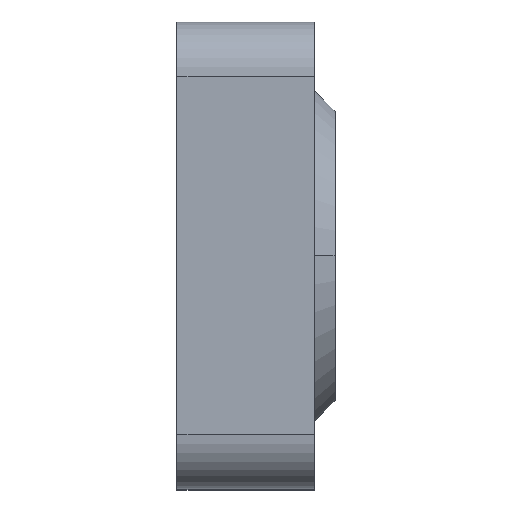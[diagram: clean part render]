
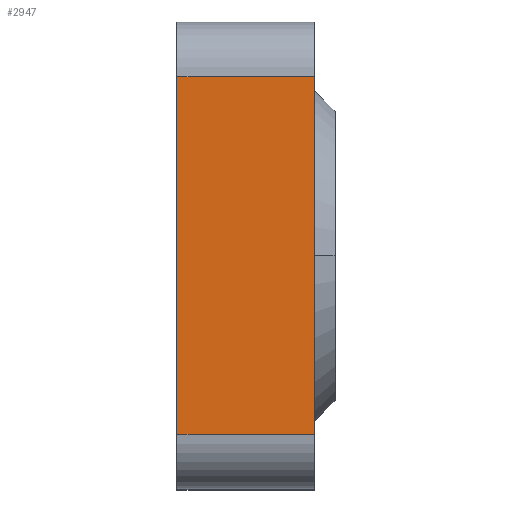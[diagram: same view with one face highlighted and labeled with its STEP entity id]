
A CAD part, top view. The second image highlights one B-rep face of the part: STEP entity #2947.
In plain terms, the highlighted planar face has unit normal (0, 0, 1).
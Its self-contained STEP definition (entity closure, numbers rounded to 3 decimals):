
#101=DIRECTION('',(1.,0.,0.));
#102=VECTOR('',#101,20.);
#103=CARTESIAN_POINT('',(0.,-26.,35.5));
#104=LINE('',#103,#102);
#109=DIRECTION('',(0.,1.,0.));
#110=VECTOR('',#109,52.);
#111=CARTESIAN_POINT('',(0.,-26.,35.5));
#112=LINE('',#111,#110);
#117=DIRECTION('',(-1.,0.,0.));
#118=VECTOR('',#117,20.);
#119=CARTESIAN_POINT('',(20.,26.,35.5));
#120=LINE('',#119,#118);
#148=DIRECTION('',(0.,1.,0.));
#149=VECTOR('',#148,52.);
#150=CARTESIAN_POINT('',(20.,-26.,35.5));
#151=LINE('',#150,#149);
#2175=CARTESIAN_POINT('',(0.,26.,35.5));
#2176=VERTEX_POINT('',#2175);
#2177=CARTESIAN_POINT('',(0.,-26.,35.5));
#2178=VERTEX_POINT('',#2177);
#2227=CARTESIAN_POINT('',(20.,-26.,35.5));
#2228=VERTEX_POINT('',#2227);
#2229=CARTESIAN_POINT('',(20.,26.,35.5));
#2230=VERTEX_POINT('',#2229);
#2934=CARTESIAN_POINT('',(0.,34.,35.5));
#2935=DIRECTION('',(0.,0.,1.));
#2936=DIRECTION('',(0.,-1.,0.));
#2937=AXIS2_PLACEMENT_3D('',#2934,#2935,#2936);
#2938=PLANE('',#2937);
#2940=ORIENTED_EDGE('',*,*,#2939,.F.);
#2942=ORIENTED_EDGE('',*,*,#2941,.F.);
#2943=ORIENTED_EDGE('',*,*,#2926,.F.);
#2944=ORIENTED_EDGE('',*,*,#2814,.T.);
#2945=EDGE_LOOP('',(#2940,#2942,#2943,#2944));
#2946=FACE_OUTER_BOUND('',#2945,.F.);
#2947=ADVANCED_FACE('',(#2946),#2938,.T.);
#2814=EDGE_CURVE('',#2178,#2176,#112,.T.);
#2926=EDGE_CURVE('',#2178,#2228,#104,.T.);
#2939=EDGE_CURVE('',#2230,#2176,#120,.T.);
#2941=EDGE_CURVE('',#2228,#2230,#151,.T.);
